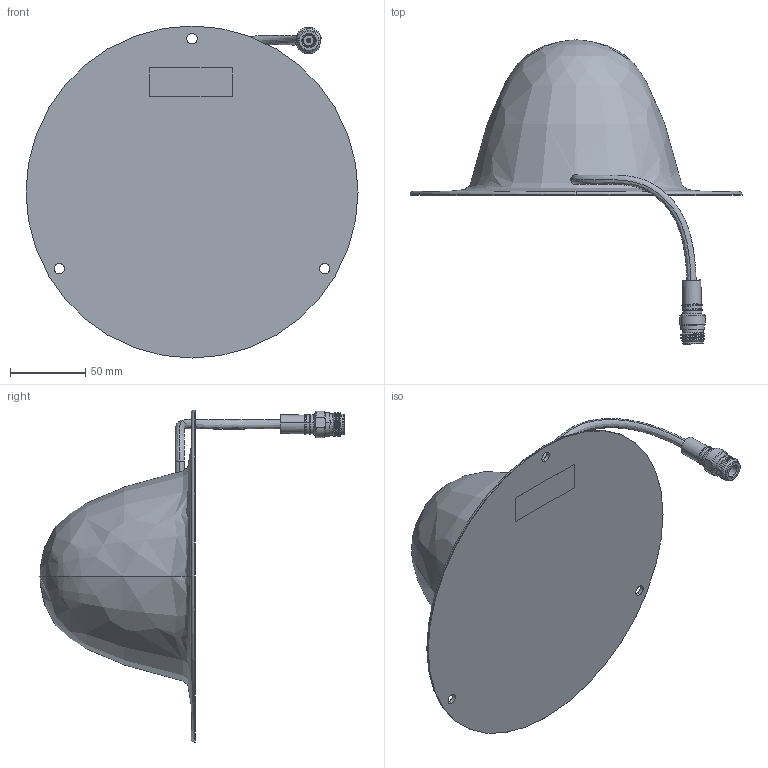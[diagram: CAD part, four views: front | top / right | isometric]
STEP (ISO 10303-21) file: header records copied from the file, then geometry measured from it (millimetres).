
FILE_DESCRIPTION (( 'STEP AP214' ), '1' );
FILE_NAME ('FM51059_3D.step', '2023-01-19T23:44:52', ( '' ), ( '' ), 'SwSTEP 2.0', 'SolidWorks 2022', '' );
FILE_SCHEMA (( 'AUTOMOTIVE_DESIGN' ));
Length unit declared in the file: inch
Products named in the file (5): FM51059_3D; TC-400-NF-X-FM; TC-400-NF-X_ferrule; FM51059
Assembly tree (4 placements, depth 3):
  FM51059_3D
    FM51059
    TC-400-NF-X-FM
      TC-400-NF-X-FM
      TC-400-NF-X_ferrule
Bounding box: 220.22 x 202.02 x 220.22 mm (x, y, z)
Volume: 1073076.8 mm3; surface area: 108908.7 mm2
Topology: 3 solids, 3 shells, 138 faces, 292 edges, 168 vertices
Faces by surface type: cylinder 54, cone 54, plane 22, bspline 4, torus 4
Entity records: 4558 total; most frequent: CARTESIAN_POINT 1182, DIRECTION 710, ORIENTED_EDGE 576, AXIS2_PLACEMENT_3D 294, EDGE_CURVE 288, VERTEX_POINT 168, EDGE_LOOP 158, CIRCLE 152
